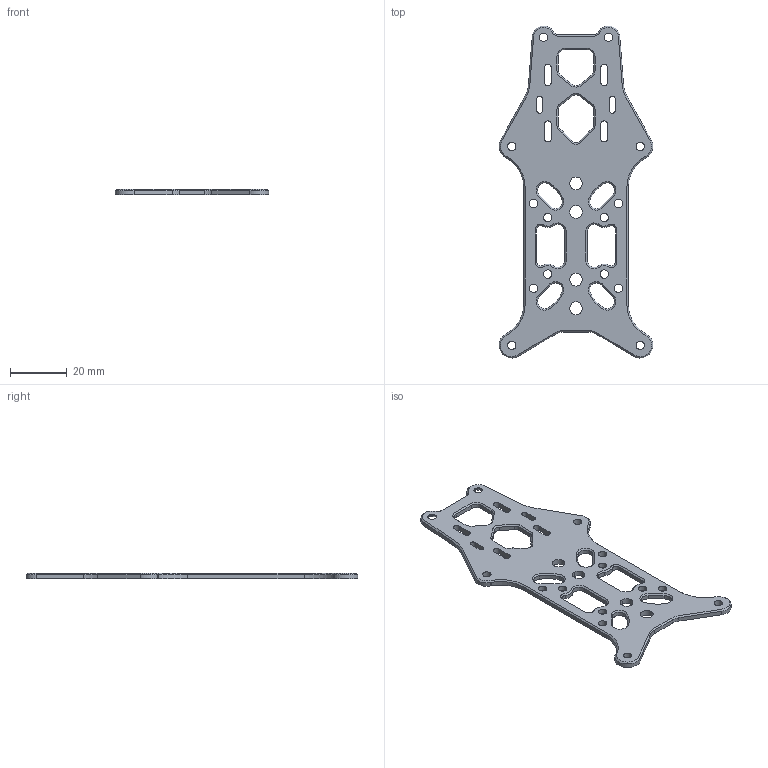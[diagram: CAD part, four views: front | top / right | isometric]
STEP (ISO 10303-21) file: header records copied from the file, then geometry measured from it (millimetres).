
FILE_DESCRIPTION(/* description */ (''),/* implementation_level */ '2;1');
FILE_NAME(/* name */ 'cult-middle-2mm.step',/* time_stamp */ '2022-04-04T16:04:12+02:00',/* author */ (''),/* organization */ (''),/* preprocessor_version */ 'ST-DEVELOPER v18.1',/* originating_system */ 'Autodesk Translation Framework v10.14.0.1471',/* authorisation */ '');
FILE_SCHEMA (('AUTOMOTIVE_DESIGN { 1 0 10303 214 3 1 1 }'));
Length unit declared in the file: millimetre
Products named in the file (1): middle plate
Bounding box: 54.47 x 117.5 x 2 mm (x, y, z)
Volume: 6561.7 mm3; surface area: 8311.9 mm2
Topology: 1 solids, 1 shells, 224 faces, 577 edges, 355 vertices
Faces by surface type: cylinder 85, plane 84, cone 55
Full cylindrical faces by diameter (mm): 3 x14, 4.5 x2
Entity records: 6952 total; most frequent: DIRECTION 1253, CARTESIAN_POINT 1157, ORIENTED_EDGE 1154, EDGE_CURVE 577, AXIS2_PLACEMENT_3D 451, VERTEX_POINT 355, LINE 351, VECTOR 351
